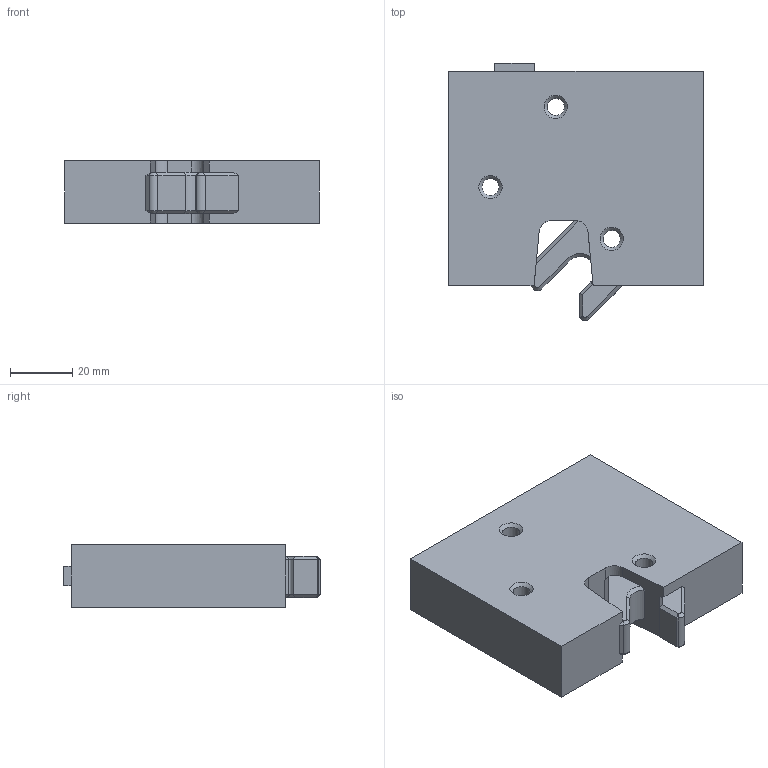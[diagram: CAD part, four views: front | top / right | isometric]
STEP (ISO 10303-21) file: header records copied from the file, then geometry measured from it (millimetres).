
FILE_DESCRIPTION(('FreeCAD Model'),'2;1');
FILE_NAME('serrure-ouverte.step','2018-06-29T14:50:06',('Author'),( ''),'Open CASCADE STEP processor 7.2','FreeCAD','Unknown');
FILE_SCHEMA(('AUTOMOTIVE_DESIGN_CC2 { 1 2 10303 214 -1 1 5 4 }'));
Length unit declared in the file: millimetre
Products named in the file (1): refine_Fusion001
Bounding box: 82 x 82.68 x 20 mm (x, y, z)
Volume: 108461.8 mm3; surface area: 19351.9 mm2
Topology: 1 solids, 1 shells, 78 faces, 203 edges, 128 vertices
Faces by surface type: plane 54, cone 14, cylinder 10
Full cylindrical faces by diameter (mm): 5.5 x3
Entity records: 5117 total; most frequent: CARTESIAN_POINT 994, DIRECTION 771, LINE 515, VECTOR 515, ORIENTED_EDGE 406, PCURVE 406, DEFINITIONAL_REPRESENTATION 406, EDGE_CURVE 203
